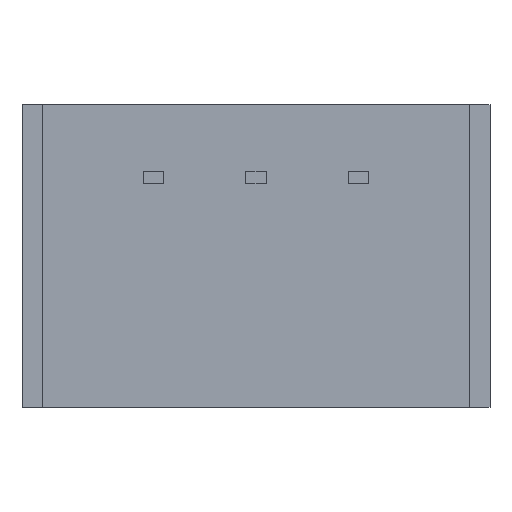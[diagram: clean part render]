
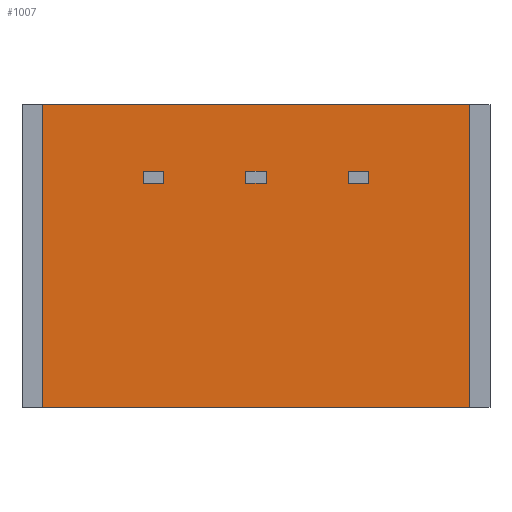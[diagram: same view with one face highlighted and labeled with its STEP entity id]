
A CAD part, front view. The second image highlights one B-rep face of the part: STEP entity #1007.
In plain terms, the highlighted planar face has unit normal (0, -1, 0).
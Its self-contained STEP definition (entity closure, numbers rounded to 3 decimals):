
#2 = PLANE ( 'NONE',  #743 ) ;
#5 = EDGE_CURVE ( 'NONE', #775, #582, #255, .T. ) ;
#11 = FACE_BOUND ( 'NONE', #491, .T. ) ;
#30 = DIRECTION ( 'NONE',  ( -1., 0., 0. ) ) ;
#42 = CARTESIAN_POINT ( 'NONE',  ( -5.3, 0., 7.5 ) ) ;
#43 = CARTESIAN_POINT ( 'NONE',  ( -5.3, 0., 0. ) ) ;
#55 = LINE ( 'NONE', #693, #672 ) ;
#76 = VECTOR ( 'NONE', #209, 1000. ) ;
#85 = ORIENTED_EDGE ( 'NONE', *, *, #115, .F. ) ;
#97 = EDGE_CURVE ( 'NONE', #357, #469, #747, .T. ) ;
#103 = DIRECTION ( 'NONE',  ( 0., 0., -1. ) ) ;
#115 = EDGE_CURVE ( 'NONE', #846, #957, #500, .T. ) ;
#127 = CARTESIAN_POINT ( 'NONE',  ( 2.29, 0., 5.85 ) ) ;
#157 = DIRECTION ( 'NONE',  ( 0., 1., 0. ) ) ;
#177 = VECTOR ( 'NONE', #103, 1000. ) ;
#181 = CARTESIAN_POINT ( 'NONE',  ( -0.25, 0., 5.55 ) ) ;
#190 = EDGE_CURVE ( 'NONE', #484, #762, #737, .T. ) ;
#196 = FACE_BOUND ( 'NONE', #635, .T. ) ;
#209 = DIRECTION ( 'NONE',  ( 0., 0., 1. ) ) ;
#227 = CARTESIAN_POINT ( 'NONE',  ( -5.3, 0., 0. ) ) ;
#237 = LINE ( 'NONE', #423, #311 ) ;
#255 = LINE ( 'NONE', #324, #881 ) ;
#273 = VECTOR ( 'NONE', #842, 1000. ) ;
#274 = LINE ( 'NONE', #808, #920 ) ;
#279 = EDGE_CURVE ( 'NONE', #715, #734, #55, .T. ) ;
#284 = CARTESIAN_POINT ( 'NONE',  ( 0.25, 0., 5.85 ) ) ;
#293 = DIRECTION ( 'NONE',  ( 1., 0., 0. ) ) ;
#311 = VECTOR ( 'NONE', #482, 1000. ) ;
#324 = CARTESIAN_POINT ( 'NONE',  ( 5.3, 0., 7.5 ) ) ;
#335 = ORIENTED_EDGE ( 'NONE', *, *, #97, .T. ) ;
#340 = CARTESIAN_POINT ( 'NONE',  ( -5.3, 0., 7.5 ) ) ;
#351 = LINE ( 'NONE', #43, #273 ) ;
#357 = VERTEX_POINT ( 'NONE', #42 ) ;
#360 = CARTESIAN_POINT ( 'NONE',  ( 2.79, 0., 5.85 ) ) ;
#371 = CARTESIAN_POINT ( 'NONE',  ( 5.3, 0., 7.5 ) ) ;
#404 = ORIENTED_EDGE ( 'NONE', *, *, #5, .F. ) ;
#423 = CARTESIAN_POINT ( 'NONE',  ( -0.25, 0., 5.85 ) ) ;
#428 = CARTESIAN_POINT ( 'NONE',  ( 5.3, 0., 0. ) ) ;
#435 = EDGE_LOOP ( 'NONE', ( #673, #404, #993, #335 ) ) ;
#457 = LINE ( 'NONE', #340, #670 ) ;
#469 = VERTEX_POINT ( 'NONE', #227 ) ;
#482 = DIRECTION ( 'NONE',  ( 0., 0., -1. ) ) ;
#484 = VERTEX_POINT ( 'NONE', #489 ) ;
#489 = CARTESIAN_POINT ( 'NONE',  ( 0.25, 0., 5.55 ) ) ;
#491 = EDGE_LOOP ( 'NONE', ( #854, #494, #809, #778 ) ) ;
#494 = ORIENTED_EDGE ( 'NONE', *, *, #861, .F. ) ;
#500 = LINE ( 'NONE', #580, #686 ) ;
#502 = CARTESIAN_POINT ( 'NONE',  ( -5.3, 0., 7.5 ) ) ;
#504 = EDGE_CURVE ( 'NONE', #734, #846, #274, .T. ) ;
#514 = CARTESIAN_POINT ( 'NONE',  ( -0.25, 0., 5.85 ) ) ;
#521 = CARTESIAN_POINT ( 'NONE',  ( 2.29, 0., 5.55 ) ) ;
#524 = DIRECTION ( 'NONE',  ( 0., 0., -1. ) ) ;
#526 = EDGE_CURVE ( 'NONE', #357, #775, #457, .T. ) ;
#543 = EDGE_CURVE ( 'NONE', #804, #623, #237, .T. ) ;
#545 = LINE ( 'NONE', #127, #619 ) ;
#580 = CARTESIAN_POINT ( 'NONE',  ( 2.29, 0., 5.85 ) ) ;
#582 = VERTEX_POINT ( 'NONE', #428 ) ;
#587 = DIRECTION ( 'NONE',  ( -1., 0., 0. ) ) ;
#604 = CARTESIAN_POINT ( 'NONE',  ( 2.79, 0., 5.55 ) ) ;
#619 = VECTOR ( 'NONE', #524, 1000. ) ;
#623 = VERTEX_POINT ( 'NONE', #181 ) ;
#633 = EDGE_CURVE ( 'NONE', #762, #804, #703, .T. ) ;
#634 = CARTESIAN_POINT ( 'NONE',  ( -5.3, 0., 7.5 ) ) ;
#635 = EDGE_LOOP ( 'NONE', ( #755, #848, #954, #85 ) ) ;
#648 = DIRECTION ( 'NONE',  ( 0., 0., -1. ) ) ;
#651 = DIRECTION ( 'NONE',  ( 1., 0., 0. ) ) ;
#670 = VECTOR ( 'NONE', #651, 1000. ) ;
#672 = VECTOR ( 'NONE', #763, 1000. ) ;
#673 = ORIENTED_EDGE ( 'NONE', *, *, #712, .T. ) ;
#686 = VECTOR ( 'NONE', #30, 1000. ) ;
#693 = CARTESIAN_POINT ( 'NONE',  ( 2.29, 0., 5.55 ) ) ;
#703 = LINE ( 'NONE', #959, #720 ) ;
#712 = EDGE_CURVE ( 'NONE', #469, #582, #351, .T. ) ;
#715 = VERTEX_POINT ( 'NONE', #521 ) ;
#720 = VECTOR ( 'NONE', #587, 1000. ) ;
#734 = VERTEX_POINT ( 'NONE', #604 ) ;
#737 = LINE ( 'NONE', #758, #76 ) ;
#738 = EDGE_CURVE ( 'NONE', #957, #715, #545, .T. ) ;
#739 = DIRECTION ( 'NONE',  ( 0., 0., 1. ) ) ;
#743 = AXIS2_PLACEMENT_3D ( 'NONE', #634, #157, #793 ) ;
#747 = LINE ( 'NONE', #502, #177 ) ;
#755 = ORIENTED_EDGE ( 'NONE', *, *, #504, .F. ) ;
#758 = CARTESIAN_POINT ( 'NONE',  ( 0.25, 0., 5.85 ) ) ;
#762 = VERTEX_POINT ( 'NONE', #284 ) ;
#763 = DIRECTION ( 'NONE',  ( 1., 0., 0. ) ) ;
#775 = VERTEX_POINT ( 'NONE', #371 ) ;
#776 = CARTESIAN_POINT ( 'NONE',  ( -0.25, 0., 5.55 ) ) ;
#778 = ORIENTED_EDGE ( 'NONE', *, *, #633, .F. ) ;
#793 = DIRECTION ( 'NONE',  ( -1., 0., 0. ) ) ;
#804 = VERTEX_POINT ( 'NONE', #514 ) ;
#808 = CARTESIAN_POINT ( 'NONE',  ( 2.79, 0., 5.85 ) ) ;
#809 = ORIENTED_EDGE ( 'NONE', *, *, #543, .F. ) ;
#825 = FACE_OUTER_BOUND ( 'NONE', #435, .T. ) ;
#842 = DIRECTION ( 'NONE',  ( 1., 0., 0. ) ) ;
#846 = VERTEX_POINT ( 'NONE', #360 ) ;
#848 = ORIENTED_EDGE ( 'NONE', *, *, #279, .F. ) ;
#854 = ORIENTED_EDGE ( 'NONE', *, *, #190, .F. ) ;
#861 = EDGE_CURVE ( 'NONE', #623, #484, #876, .T. ) ;
#876 = LINE ( 'NONE', #776, #890 ) ;
#881 = VECTOR ( 'NONE', #648, 1000. ) ;
#890 = VECTOR ( 'NONE', #293, 1000. ) ;
#920 = VECTOR ( 'NONE', #739, 1000. ) ;
#941 = CARTESIAN_POINT ( 'NONE',  ( 2.29, 0., 5.85 ) ) ;
#954 = ORIENTED_EDGE ( 'NONE', *, *, #738, .F. ) ;
#957 = VERTEX_POINT ( 'NONE', #941 ) ;
#959 = CARTESIAN_POINT ( 'NONE',  ( -0.25, 0., 5.85 ) ) ;
#993 = ORIENTED_EDGE ( 'NONE', *, *, #526, .F. ) ;
#1007 = ADVANCED_FACE ( 'NONE', ( #11, #825, #196 ), #2, .F. ) ;
